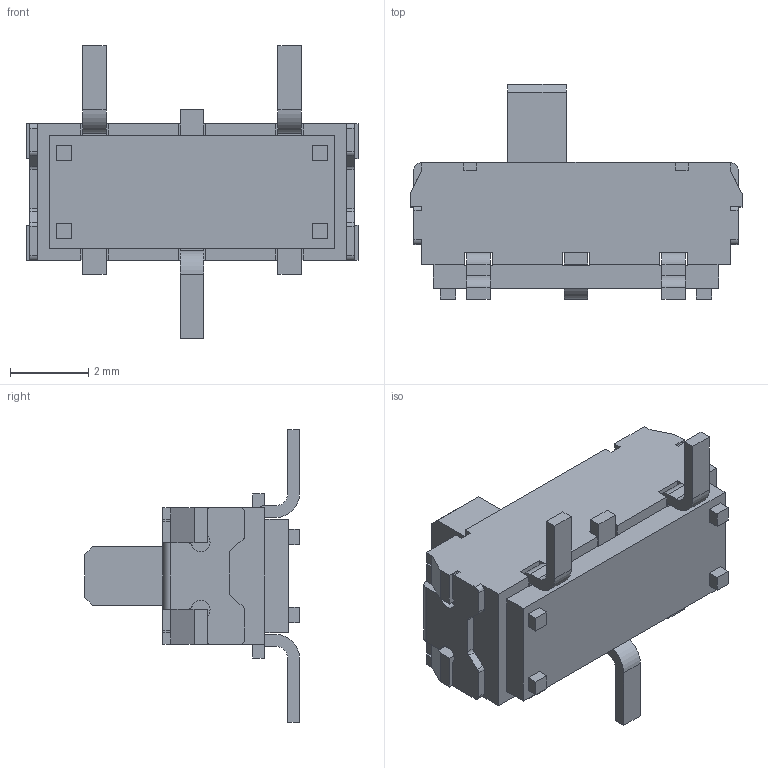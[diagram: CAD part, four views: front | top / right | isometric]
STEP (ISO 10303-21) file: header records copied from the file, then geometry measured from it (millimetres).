
FILE_DESCRIPTION(('FreeCAD Model'),'2;1');
FILE_NAME('JS102011SCQN-colors.stp','2021-01-15T19:56:46',('Author'),(''), 'Open CASCADE STEP processor 7.3','FreeCAD','Unknown');
FILE_SCHEMA(('AUTOMOTIVE_DESIGN { 1 0 10303 214 1 1 1 1 }'));
Length unit declared in the file: millimetre
Products named in the file (1): 1
Bounding box: 8.5 x 5.5 x 7.5 mm (x, y, z)
Volume: 89.1 mm3; surface area: 216.4 mm2
Topology: 1 solids, 1 shells, 267 faces, 757 edges, 500 vertices
Faces by surface type: plane 182, extrusion 47, cylinder 38
Entity records: 20939 total; most frequent: CARTESIAN_POINT 4514, DIRECTION 2452, VECTOR 1821, LINE 1774, ORIENTED_EDGE 1514, PCURVE 1514, DEFINITIONAL_REPRESENTATION 1514, EDGE_CURVE 757
